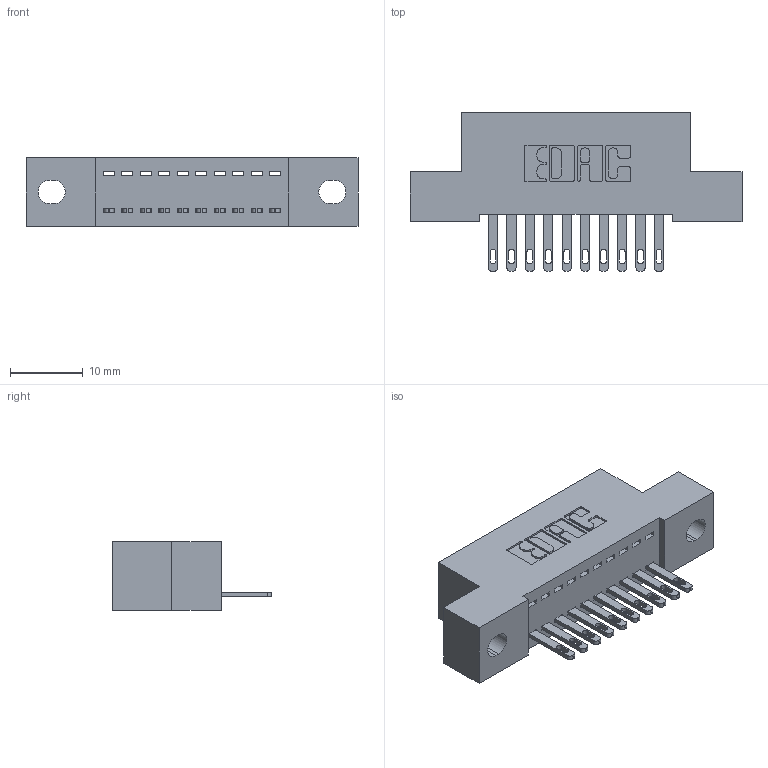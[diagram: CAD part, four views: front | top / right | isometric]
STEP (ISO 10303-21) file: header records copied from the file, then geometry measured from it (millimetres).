
FILE_DESCRIPTION (( 'STEP AP203' ), '1' );
FILE_NAME ('892-010-500-102.STEP', '2020-09-21T12:45:36', ( '' ), ( '' ), 'SwSTEP 2.0', 'SolidWorks 2020', '' );
FILE_SCHEMA (( 'CONFIG_CONTROL_DESIGN' ));
Length unit declared in the file: inch
Products named in the file (3): 892-010-500-102; 345-292-001_345-293-100; 842 Part_.128 Slot
Assembly tree (11 placements, depth 2):
  892-010-500-102
    842 Part_.128 Slot
    345-292-001_345-293-100  x10
Bounding box: 45.72 x 21.85 x 9.4 mm (x, y, z)
Volume: 3844.9 mm3; surface area: 4827.9 mm2
Topology: 11 solids, 11 shells, 654 faces, 1991 edges, 1326 vertices
Faces by surface type: plane 430, cylinder 224
Entity records: 10185 total; most frequent: CARTESIAN_POINT 1768, ORIENTED_EDGE 1714, DIRECTION 1557, EDGE_CURVE 857, LINE 725, VECTOR 725, VERTEX_POINT 570, AXIS2_PLACEMENT_3D 416
